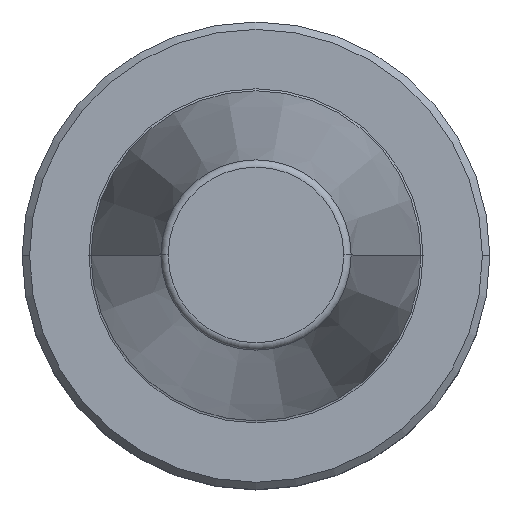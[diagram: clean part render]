
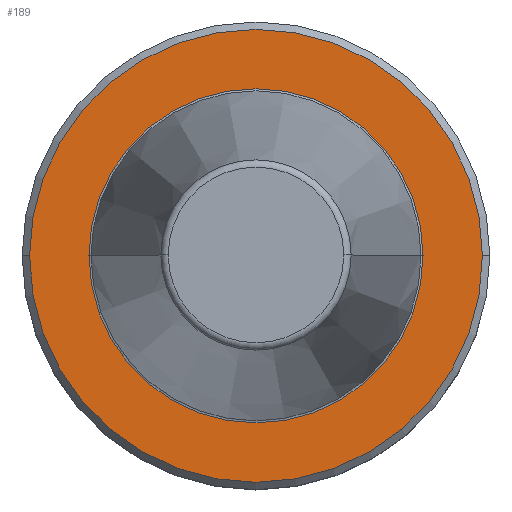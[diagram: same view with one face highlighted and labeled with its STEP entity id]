
A CAD part, top view. The second image highlights one B-rep face of the part: STEP entity #189.
In plain terms, the highlighted planar face has unit normal (0, 0, 1).
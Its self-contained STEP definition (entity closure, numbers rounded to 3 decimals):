
#5 = DIRECTION ( 'NONE',  ( 0., 0., 1. ) ) ;
#6 = ORIENTED_EDGE ( 'NONE', *, *, #478, .T. ) ;
#56 = AXIS2_PLACEMENT_3D ( 'NONE', #1087, #545, #1178 ) ;
#88 = CIRCLE ( 'NONE', #56, 30.5 ) ;
#94 = EDGE_CURVE ( 'NONE', #1216, #902, #591, .T. ) ;
#125 = CARTESIAN_POINT ( 'NONE',  ( 0., 0., -2. ) ) ;
#189 = ADVANCED_FACE ( 'NONE', ( #524, #512 ), #972, .F. ) ;
#227 = CARTESIAN_POINT ( 'NONE',  ( 0., 0., -2. ) ) ;
#263 = DIRECTION ( 'NONE',  ( 0., 0., 1. ) ) ;
#272 = CIRCLE ( 'NONE', #878, 30.5 ) ;
#273 = CARTESIAN_POINT ( 'NONE',  ( -30.5, 0., -2. ) ) ;
#312 = DIRECTION ( 'NONE',  ( 1., 0., 0. ) ) ;
#325 = EDGE_CURVE ( 'NONE', #902, #1216, #425, .T. ) ;
#345 = DIRECTION ( 'NONE',  ( 1., 0., 0. ) ) ;
#378 = EDGE_LOOP ( 'NONE', ( #879, #825 ) ) ;
#425 = CIRCLE ( 'NONE', #613, 22.5 ) ;
#478 = EDGE_CURVE ( 'NONE', #666, #747, #272, .T. ) ;
#511 = DIRECTION ( 'NONE',  ( -1., 0., 0. ) ) ;
#512 = FACE_OUTER_BOUND ( 'NONE', #1073, .T. ) ;
#524 = FACE_BOUND ( 'NONE', #378, .T. ) ;
#530 = AXIS2_PLACEMENT_3D ( 'NONE', #797, #1058, #511 ) ;
#545 = DIRECTION ( 'NONE',  ( 0., 0., 1. ) ) ;
#552 = AXIS2_PLACEMENT_3D ( 'NONE', #125, #263, #312 ) ;
#591 = CIRCLE ( 'NONE', #552, 22.5 ) ;
#613 = AXIS2_PLACEMENT_3D ( 'NONE', #649, #5, #741 ) ;
#649 = CARTESIAN_POINT ( 'NONE',  ( 0., 0., -2. ) ) ;
#666 = VERTEX_POINT ( 'NONE', #273 ) ;
#736 = CARTESIAN_POINT ( 'NONE',  ( 22.5, 0., -2. ) ) ;
#741 = DIRECTION ( 'NONE',  ( 1., 0., 0. ) ) ;
#747 = VERTEX_POINT ( 'NONE', #808 ) ;
#756 = CARTESIAN_POINT ( 'NONE',  ( -22.5, 0., -2. ) ) ;
#797 = CARTESIAN_POINT ( 'NONE',  ( 0., 30.5, -2. ) ) ;
#808 = CARTESIAN_POINT ( 'NONE',  ( 30.5, 0., -2. ) ) ;
#825 = ORIENTED_EDGE ( 'NONE', *, *, #325, .F. ) ;
#878 = AXIS2_PLACEMENT_3D ( 'NONE', #227, #929, #345 ) ;
#879 = ORIENTED_EDGE ( 'NONE', *, *, #94, .F. ) ;
#902 = VERTEX_POINT ( 'NONE', #756 ) ;
#929 = DIRECTION ( 'NONE',  ( 0., 0., 1. ) ) ;
#972 = PLANE ( 'NONE',  #530 ) ;
#1058 = DIRECTION ( 'NONE',  ( 0., 0., -1. ) ) ;
#1073 = EDGE_LOOP ( 'NONE', ( #6, #1138 ) ) ;
#1087 = CARTESIAN_POINT ( 'NONE',  ( 0., 0., -2. ) ) ;
#1138 = ORIENTED_EDGE ( 'NONE', *, *, #1199, .T. ) ;
#1178 = DIRECTION ( 'NONE',  ( 1., 0., 0. ) ) ;
#1199 = EDGE_CURVE ( 'NONE', #747, #666, #88, .T. ) ;
#1216 = VERTEX_POINT ( 'NONE', #736 ) ;
